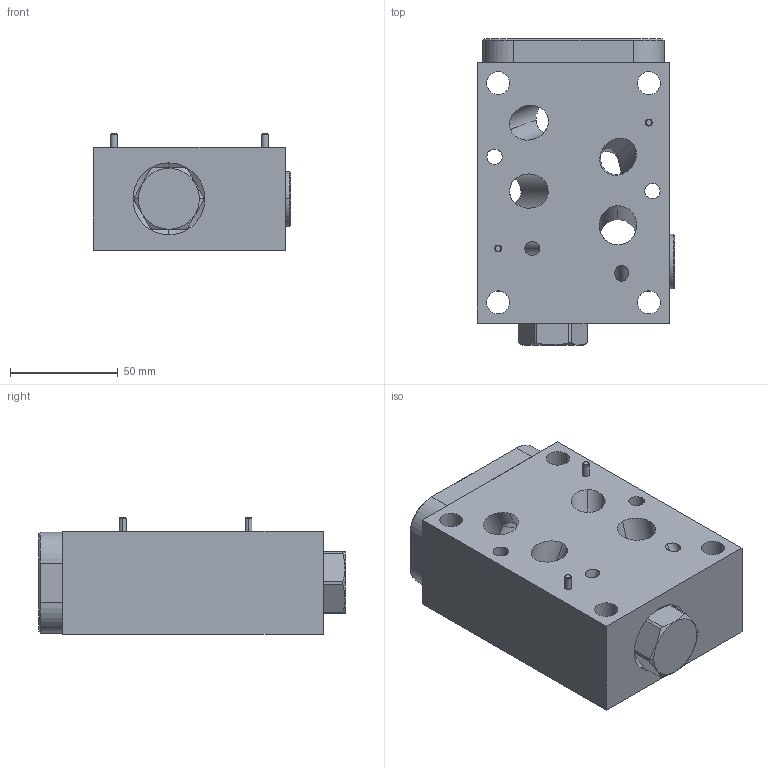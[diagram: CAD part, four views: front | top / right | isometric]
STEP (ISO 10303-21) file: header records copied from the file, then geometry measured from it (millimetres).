
FILE_DESCRIPTION((''),'2;1');
FILE_NAME('CKJ_ASM','2020-11-24T',('ProEService'),(''),'PRO/ENGINEER BY PARAMETRIC TECHNOLOGY CORPORATION, 2014200','PRO/ENGINEER BY PARAMETRIC TECHNOLOGY CORPORATION, 2014200','');
FILE_SCHEMA(('CONFIG_CONTROL_DESIGN'));
Length unit declared in the file: inch
Products named in the file (8): 152-478; A330-006-010; CXFAXAN; 811-001-006; 500-001-111; 500-001-118; 700-006; CKJ_ASM
Assembly tree (8 placements, depth 2):
  CKJ_ASM
    152-478
    A330-006-010
    CXFAXAN
    811-001-006  x2
    500-001-111
    500-001-118
    700-006
Bounding box: 91.26 x 142.09 x 53.98 mm (x, y, z)
Volume: 449147.4 mm3; surface area: 83680.6 mm2
Topology: 7 solids, 7 shells, 328 faces, 1015 edges, 845 vertices
Faces by surface type: cylinder 132, plane 82, cone 70, torus 26, sphere 10, revolution 8
Entity records: 13614 total; most frequent: CARTESIAN_POINT 5018, DIRECTION 1814, ORIENTED_EDGE 1504, EDGE_CURVE 752, AXIS2_PLACEMENT_3D 665, VECTOR 476, LINE 476, VERTEX_POINT 471
